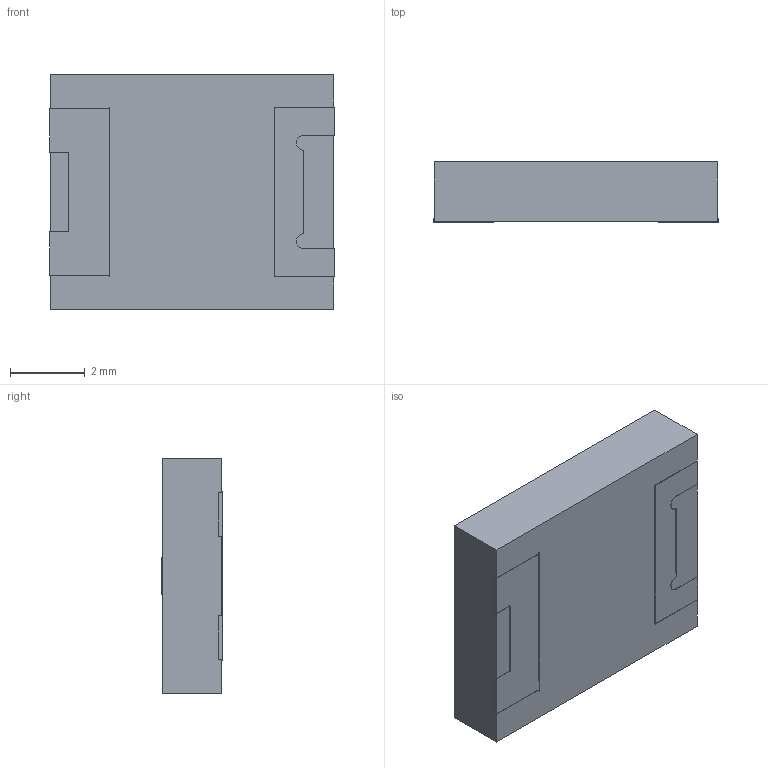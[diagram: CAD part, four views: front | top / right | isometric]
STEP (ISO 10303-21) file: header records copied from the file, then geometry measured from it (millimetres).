
FILE_DESCRIPTION (( 'STEP AP214' ), '1' );
FILE_NAME ('CTS_TFD_JVW_7360_L7.6W6.3H1.6S1.6F4.55.STEP', '2021-07-08T17:08:17', ( '' ), ( '' ), 'SwSTEP 2.0', 'SolidWorks 2020', '' );
FILE_SCHEMA (( 'AUTOMOTIVE_DESIGN' ));
Length unit declared in the file: millimetre
Products named in the file (1): CTS_TFD_JVW_7360_L7.6W6.3H1.6S1.6F4.55
Bounding box: 7.62 x 1.61 x 6.3 mm (x, y, z)
Volume: 76.7 mm3; surface area: 146.8 mm2
Topology: 4 solids, 4 shells, 91 faces, 249 edges, 166 vertices
Faces by surface type: plane 89, cylinder 2
Entity records: 2976 total; most frequent: CARTESIAN_POINT 507, ORIENTED_EDGE 498, DIRECTION 437, EDGE_CURVE 249, VECTOR 245, LINE 245, VERTEX_POINT 166, AXIS2_PLACEMENT_3D 96
